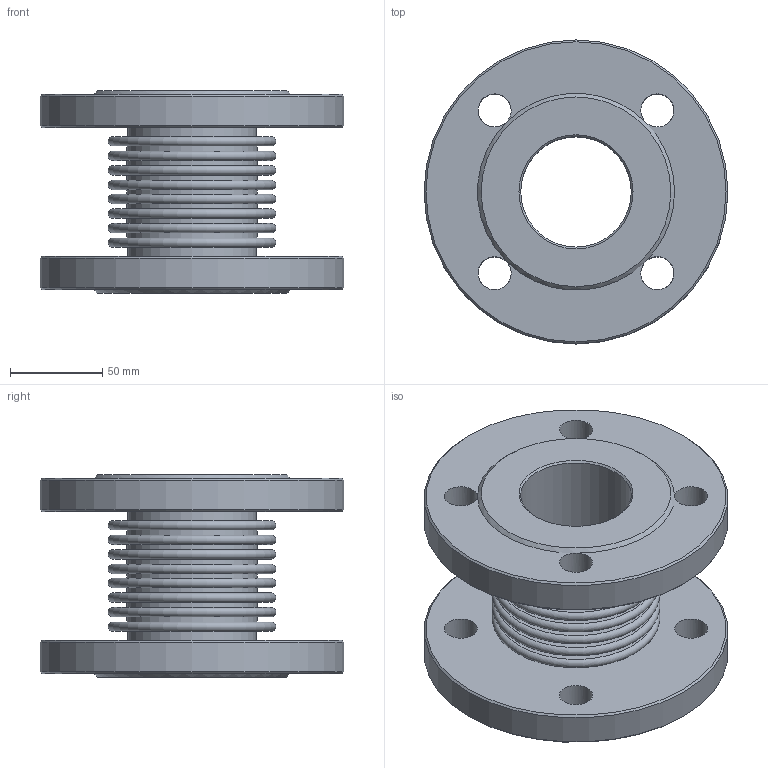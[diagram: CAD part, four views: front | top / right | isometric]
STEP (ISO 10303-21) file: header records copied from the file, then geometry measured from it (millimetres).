
FILE_DESCRIPTION(/* description */ (''),/* implementation_level */ '2;1');
FILE_NAME(/* name */ 'DN50_3D_STEP.stp',/* time_stamp */ '2024-01-27T17:30:45+03:00',/* author */ ('igorr'),/* organization */ (''),/* preprocessor_version */ 'ST-DEVELOPER v19.2',/* originating_system */ 'Autodesk Inventor 2023',/* authorisation */ '');
FILE_SCHEMA (('AUTOMOTIVE_DESIGN { 1 0 10303 214 3 1 1 }'));
Length unit declared in the file: millimetre
Products named in the file (1): Деталь1
Bounding box: 165 x 165 x 110 mm (x, y, z)
Volume: 827702.3 mm3; surface area: 169767 mm2
Topology: 1 solids, 1 shells, 58 faces, 122 edges, 78 vertices
Faces by surface type: plane 22, cylinder 20, torus 8, cone 8
Full cylindrical faces by diameter (mm): 18 x8, 60 x1, 70 x2, 70.686 x7, 165 x2
Entity records: 1746 total; most frequent: DIRECTION 334, CARTESIAN_POINT 259, ORIENTED_EDGE 244, AXIS2_PLACEMENT_3D 153, EDGE_CURVE 122, CIRCLE 94, EDGE_LOOP 88, VERTEX_POINT 78
